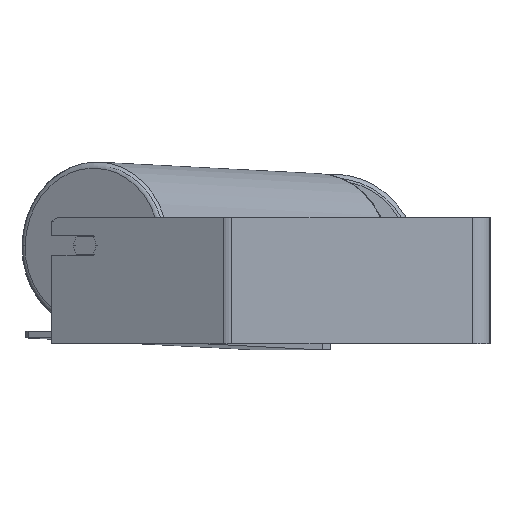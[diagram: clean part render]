
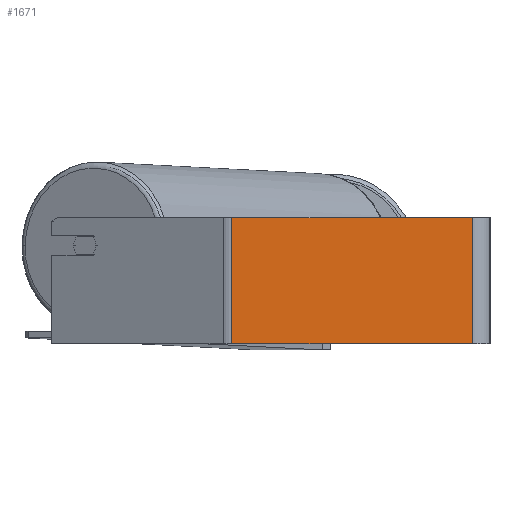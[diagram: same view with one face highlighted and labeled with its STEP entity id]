
A CAD part, left-side view. The second image highlights one B-rep face of the part: STEP entity #1671.
In plain terms, the highlighted planar face has unit normal (-1, 0, 0).
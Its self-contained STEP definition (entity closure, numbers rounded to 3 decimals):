
#58 = CARTESIAN_POINT ( 'NONE',  ( -605., 204.84, 50. ) ) ;
#393 = LINE ( 'NONE', #4606, #4404 ) ;
#874 = AXIS2_PLACEMENT_3D ( 'NONE', #5749, #3638, #1612 ) ;
#959 = EDGE_CURVE ( 'NONE', #6647, #5597, #393, .T. ) ;
#1162 = CARTESIAN_POINT ( 'NONE',  ( -605., 208.591, -50. ) ) ;
#1209 = DIRECTION ( 'NONE',  ( 0., -1., 0. ) ) ;
#1346 = LINE ( 'NONE', #7661, #7275 ) ;
#1421 = ORIENTED_EDGE ( 'NONE', *, *, #8904, .T. ) ;
#1612 = DIRECTION ( 'NONE',  ( 0., 0., -1. ) ) ;
#1635 = ORIENTED_EDGE ( 'NONE', *, *, #6707, .F. ) ;
#1671 = ADVANCED_FACE ( 'NONE', ( #5011 ), #5096, .F. ) ;
#2128 = DIRECTION ( 'NONE',  ( 0., -1., 0. ) ) ;
#2862 = CARTESIAN_POINT ( 'NONE',  ( -605., 14., -50. ) ) ;
#3155 = CARTESIAN_POINT ( 'NONE',  ( -605., 204.84, -50. ) ) ;
#3638 = DIRECTION ( 'NONE',  ( 1., 0., 0. ) ) ;
#3747 = EDGE_CURVE ( 'NONE', #8236, #5597, #7568, .T. ) ;
#4404 = VECTOR ( 'NONE', #6631, 1000. ) ;
#4606 = CARTESIAN_POINT ( 'NONE',  ( -605., 14., 50. ) ) ;
#5010 = CARTESIAN_POINT ( 'NONE',  ( -605., 14., 50. ) ) ;
#5011 = FACE_OUTER_BOUND ( 'NONE', #5716, .T. ) ;
#5096 = PLANE ( 'NONE',  #874 ) ;
#5442 = ORIENTED_EDGE ( 'NONE', *, *, #3747, .T. ) ;
#5597 = VERTEX_POINT ( 'NONE', #2862 ) ;
#5716 = EDGE_LOOP ( 'NONE', ( #5442, #8494, #1635, #1421 ) ) ;
#5749 = CARTESIAN_POINT ( 'NONE',  ( -605., 208.591, 50. ) ) ;
#6631 = DIRECTION ( 'NONE',  ( 0., 0., -1. ) ) ;
#6644 = CARTESIAN_POINT ( 'NONE',  ( -605., 204.84, 50. ) ) ;
#6647 = VERTEX_POINT ( 'NONE', #5010 ) ;
#6707 = EDGE_CURVE ( 'NONE', #7150, #6647, #1346, .T. ) ;
#7150 = VERTEX_POINT ( 'NONE', #58 ) ;
#7275 = VECTOR ( 'NONE', #2128, 1000. ) ;
#7568 = LINE ( 'NONE', #1162, #8940 ) ;
#7661 = CARTESIAN_POINT ( 'NONE',  ( -605., 208.591, 50. ) ) ;
#7888 = VECTOR ( 'NONE', #8730, 1000. ) ;
#8053 = LINE ( 'NONE', #6644, #7888 ) ;
#8236 = VERTEX_POINT ( 'NONE', #3155 ) ;
#8494 = ORIENTED_EDGE ( 'NONE', *, *, #959, .F. ) ;
#8730 = DIRECTION ( 'NONE',  ( 0., 0., -1. ) ) ;
#8904 = EDGE_CURVE ( 'NONE', #7150, #8236, #8053, .T. ) ;
#8940 = VECTOR ( 'NONE', #1209, 1000. ) ;
